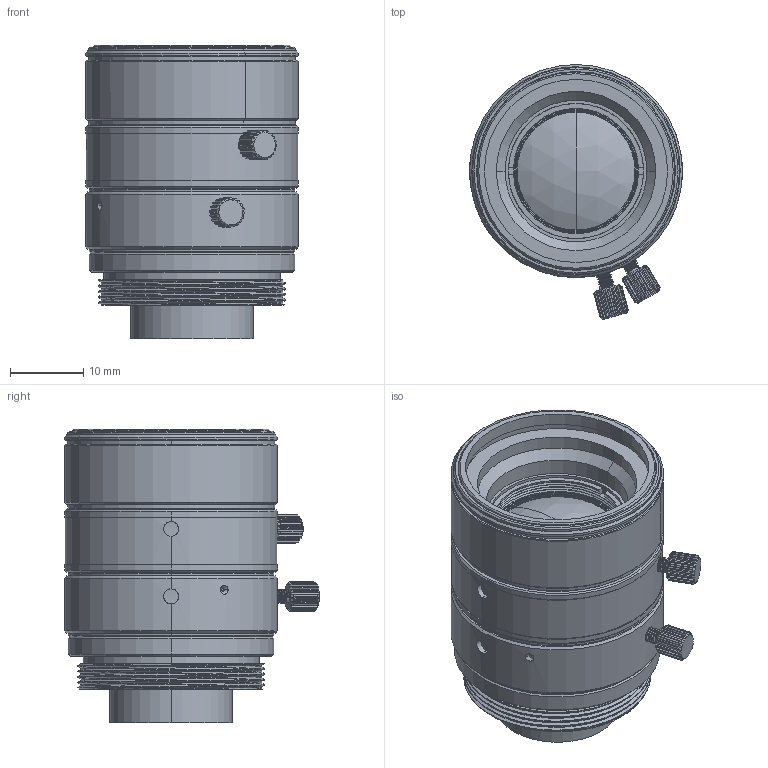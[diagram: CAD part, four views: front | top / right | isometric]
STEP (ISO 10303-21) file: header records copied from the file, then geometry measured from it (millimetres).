
FILE_DESCRIPTION (( 'STEP AP203' ), '1' );
FILE_NAME ('600060.STEP', '2022-02-18T06:50:47', ( '' ), ( '' ), 'SwSTEP 2.0', 'SolidWorks 2020', '' );
FILE_SCHEMA (( 'CONFIG_CONTROL_DESIGN' ));
Length unit declared in the file: millimetre
Products named in the file (1): 600060
Bounding box: 29 x 34.69 x 40 mm (x, y, z)
Volume: 19551.3 mm3; surface area: 8930 mm2
Topology: 8 solids, 13 shells, 821 faces, 2075 edges, 1327 vertices
Faces by surface type: cylinder 396, plane 263, cone 123, bspline 25, torus 12, sphere 2
Entity records: 38009 total; most frequent: CARTESIAN_POINT 19344, ORIENTED_EDGE 4150, DIRECTION 3450, EDGE_CURVE 2075, AXIS2_PLACEMENT_3D 1352, VERTEX_POINT 1327, EDGE_LOOP 878, FACE_OUTER_BOUND 821
